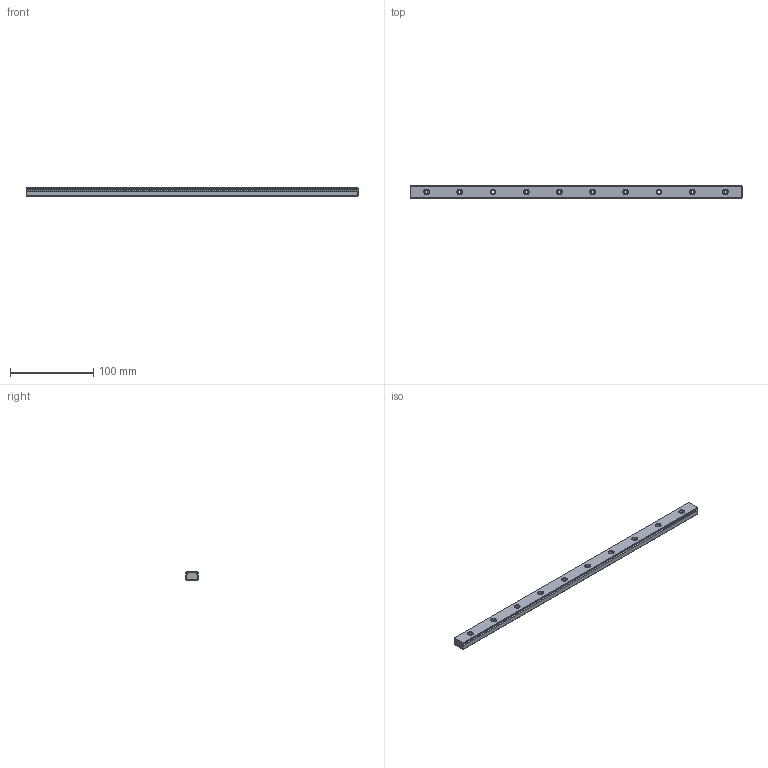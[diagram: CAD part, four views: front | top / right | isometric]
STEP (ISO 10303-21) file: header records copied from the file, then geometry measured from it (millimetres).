
FILE_DESCRIPTION(/* description */ (''),/* implementation_level */ '2;1');
FILE_NAME(/* name */ 'MGN15C v2.stp',/* time_stamp */ '2016-05-20T11:58:40+02:00',/* author */ (''),/* organization */ (''),/* preprocessor_version */ 'ST-DEVELOPER v16.5',/* originating_system */ 'Autodesk Translation Framework v5.0.0.3310',/* authorisation */ '');
FILE_SCHEMA (('AUTOMOTIVE_DESIGN { 1 0 10303 214 3 1 1 }'));
Length unit declared in the file: centimetre
Products named in the file (1): MGN15C v2
Bounding box: 400 x 15 x 10 mm (x, y, z)
Volume: 55558.6 mm3; surface area: 23406.1 mm2
Topology: 1 solids, 1 shells, 82 faces, 176 edges, 106 vertices
Faces by surface type: plane 48, cylinder 24, cone 10
Full cylindrical faces by diameter (mm): 3.5 x10, 6 x10
Entity records: 2108 total; most frequent: DIRECTION 378, CARTESIAN_POINT 335, ORIENTED_EDGE 292, AXIS2_PLACEMENT_3D 149, EDGE_CURVE 146, EDGE_LOOP 142, VERTEX_POINT 106, FACE_OUTER_BOUND 82
